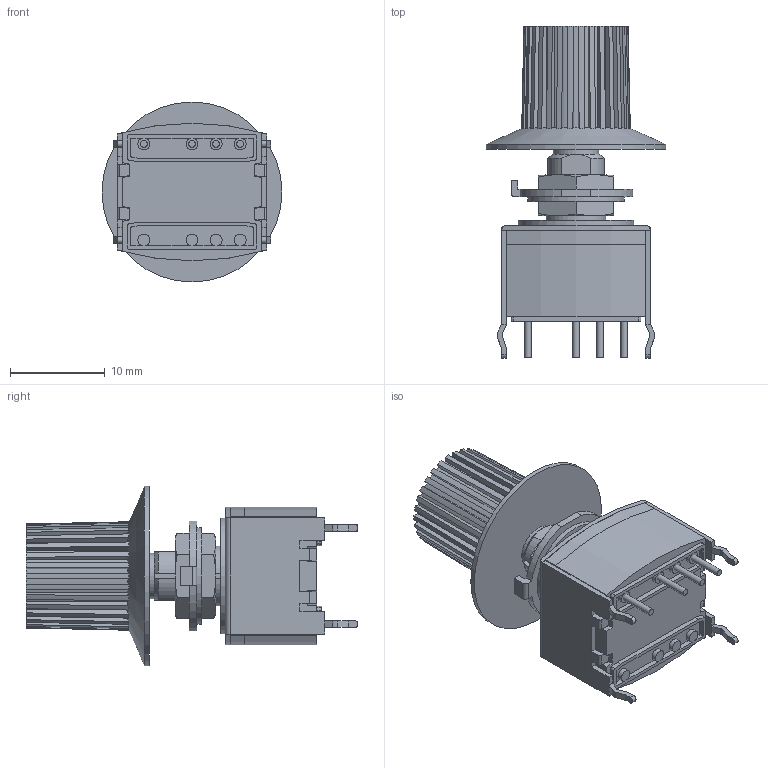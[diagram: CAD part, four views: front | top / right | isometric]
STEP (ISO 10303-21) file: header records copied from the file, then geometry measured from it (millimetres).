
FILE_DESCRIPTION( ( 'STEP AP214' ), '1' );
FILE_NAME( 'MRB14B-A.stp', '2020-03-12T19:59:32', ( '' ), ( '' ), ' ', 'PARTsolutions', ' ' );
FILE_SCHEMA( ( 'AUTOMOTIVE_DESIGN { 1 0 10303 214 1 1 1 1 }' ) );
Length unit declared in the file: inch
Products named in the file (10): MRB14B-A; _MRB-B-H; _MRB-B-TOP_H; _MRB-MRB-B; _MRB-SHAFT; _AT433-MRB; _AT513M-MRB; _AT509-MRB; _AT545; _MRB14B-terminals
Assembly tree (10 placements, depth 2):
  MRB14B-A
    _MRB-B-H
    _MRB-B-TOP_H
    _MRB-MRB-B
    _MRB-SHAFT
    _AT433-MRB
    _AT513M-MRB  x2
    _AT509-MRB
    _AT545
    _MRB14B-terminals
Bounding box: 19 x 35.03 x 19 mm (x, y, z)
Volume: 4047.2 mm3; surface area: 4846.7 mm2
Topology: 10 solids, 10 shells, 480 faces, 1341 edges, 888 vertices
Faces by surface type: plane 305, cylinder 125, cone 49, bspline 1
Full cylindrical faces by diameter (mm): 0.711 x4, 3.099 x1, 4.781 x1, 4.917 x2, 10.211 x1, 12.179 x1, 12.192 x1, 18.999 x1
Entity records: 18920 total; most frequent: CARTESIAN_POINT 3113, ORIENTED_EDGE 2558, DIRECTION 2437, EDGE_CURVE 1279, VERTEX_POINT 857, AXIS2_PLACEMENT_3D 827, LINE 783, VECTOR 783
